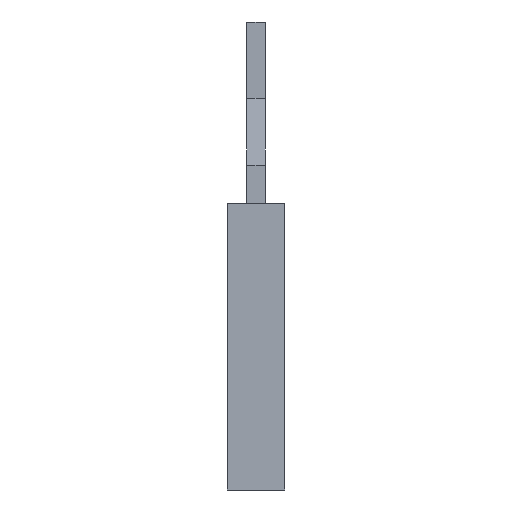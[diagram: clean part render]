
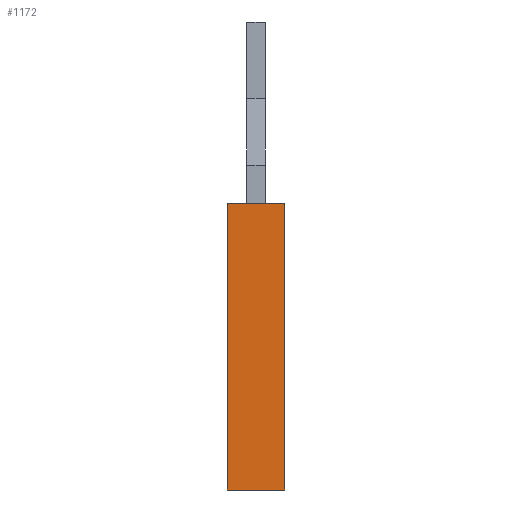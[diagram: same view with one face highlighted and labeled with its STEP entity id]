
A CAD part, left-side view. The second image highlights one B-rep face of the part: STEP entity #1172.
In plain terms, the highlighted planar face has unit normal (-1, 0, 0).
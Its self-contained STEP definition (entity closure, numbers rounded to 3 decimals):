
#134=FACE_OUTER_BOUND('',#203,.T.);
#203=EDGE_LOOP('',(#885,#886,#887,#888));
#264=LINE('',#1537,#380);
#293=LINE('',#1840,#409);
#294=LINE('',#1843,#410);
#295=LINE('',#1844,#411);
#380=VECTOR('',#1302,10.);
#409=VECTOR('',#1343,10.);
#410=VECTOR('',#1346,10.);
#411=VECTOR('',#1347,10.);
#497=VERTEX_POINT('',#1534);
#498=VERTEX_POINT('',#1536);
#531=VERTEX_POINT('',#1838);
#532=VERTEX_POINT('',#1842);
#613=EDGE_CURVE('',#497,#498,#264,.T.);
#665=EDGE_CURVE('',#497,#531,#293,.T.);
#666=EDGE_CURVE('',#532,#531,#294,.T.);
#667=EDGE_CURVE('',#498,#532,#295,.T.);
#885=ORIENTED_EDGE('',*,*,#665,.T.);
#886=ORIENTED_EDGE('',*,*,#666,.F.);
#887=ORIENTED_EDGE('',*,*,#667,.F.);
#888=ORIENTED_EDGE('',*,*,#613,.F.);
#1121=PLANE('',#1243);
#1172=ADVANCED_FACE('',(#134),#1121,.T.);
#1243=AXIS2_PLACEMENT_3D('',#1841,#1344,#1345);
#1302=DIRECTION('',(0.,0.,-1.));
#1343=DIRECTION('',(0.,1.,0.));
#1344=DIRECTION('center_axis',(-1.,0.,0.));
#1345=DIRECTION('ref_axis',(0.,0.,1.));
#1346=DIRECTION('',(0.,0.,1.));
#1347=DIRECTION('',(0.,1.,0.));
#1534=CARTESIAN_POINT('',(2.716,-3.,30.));
#1536=CARTESIAN_POINT('',(2.716,-3.,0.));
#1537=CARTESIAN_POINT('',(2.716,-3.,30.));
#1838=CARTESIAN_POINT('',(2.716,3.,30.));
#1840=CARTESIAN_POINT('',(2.716,0.,30.));
#1841=CARTESIAN_POINT('Origin',(2.716,0.,0.));
#1842=CARTESIAN_POINT('',(2.716,3.,0.));
#1843=CARTESIAN_POINT('',(2.716,3.,30.));
#1844=CARTESIAN_POINT('',(2.716,0.,0.));
